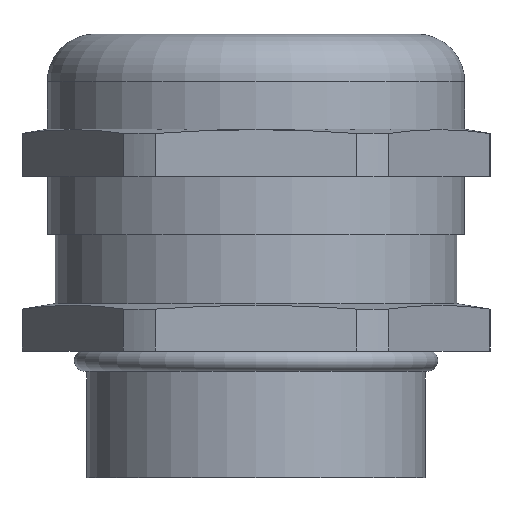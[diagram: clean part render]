
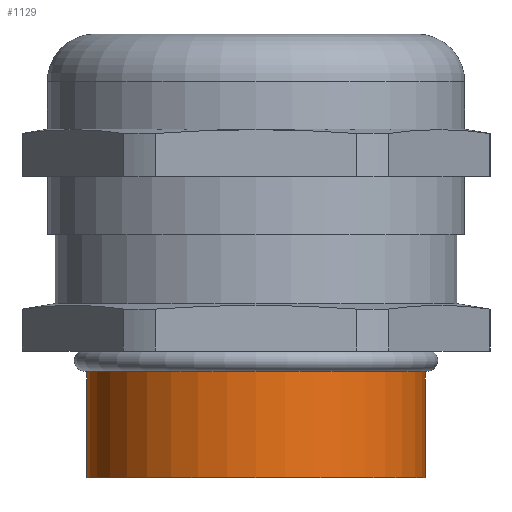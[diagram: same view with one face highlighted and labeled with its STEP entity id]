
A CAD part, front view. The second image highlights one B-rep face of the part: STEP entity #1129.
In plain terms, the highlighted cylindrical face has radius 16 mm (diameter 32 mm), a partial arc.
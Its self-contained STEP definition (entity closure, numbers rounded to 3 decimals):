
#81=CARTESIAN_POINT('',(0.,0.,-4.));
#82=DIRECTION('',(0.,0.,1.));
#83=DIRECTION('',(-1.,0.,0.));
#84=AXIS2_PLACEMENT_3D('',#81,#82,#83);
#96=DIRECTION('',(0.,0.,-1.));
#97=VECTOR('',#96,10.12);
#98=CARTESIAN_POINT('',(16.,0.,6.12));
#99=LINE('',#98,#97);
#100=DIRECTION('',(0.,0.,1.));
#101=VECTOR('',#100,10.12);
#102=CARTESIAN_POINT('',(-16.,0.,-4.));
#103=LINE('',#102,#101);
#109=CARTESIAN_POINT('',(0.,0.,6.12));
#110=DIRECTION('',(0.,0.,1.));
#111=DIRECTION('',(-1.,0.,0.));
#112=AXIS2_PLACEMENT_3D('',#109,#110,#111);
#870=CARTESIAN_POINT('',(-16.,0.,6.12));
#871=CARTESIAN_POINT('',(16.,0.,6.12));
#872=VERTEX_POINT('',#870);
#873=VERTEX_POINT('',#871);
#1002=CARTESIAN_POINT('',(16.,0.,-4.));
#1003=CARTESIAN_POINT('',(-16.,0.,-4.));
#1004=VERTEX_POINT('',#1002);
#1005=VERTEX_POINT('',#1003);
#1117=CARTESIAN_POINT('',(0.,0.,8.));
#1118=DIRECTION('',(0.,0.,-1.));
#1119=DIRECTION('',(-1.,0.,0.));
#1120=AXIS2_PLACEMENT_3D('',#1117,#1118,#1119);
#1121=CYLINDRICAL_SURFACE('',#1120,16.);
#1122=ORIENTED_EDGE('',*,*,#1110,.T.);
#1123=ORIENTED_EDGE('',*,*,#1092,.F.);
#1124=ORIENTED_EDGE('',*,*,#1107,.T.);
#1126=ORIENTED_EDGE('',*,*,#1125,.T.);
#1127=EDGE_LOOP('',(#1122,#1123,#1124,#1126));
#1128=FACE_OUTER_BOUND('',#1127,.F.);
#85=CIRCLE('',#84,16.);
#113=CIRCLE('',#112,16.);
#1092=EDGE_CURVE('',#1005,#1004,#85,.T.);
#1107=EDGE_CURVE('',#1005,#872,#103,.T.);
#1110=EDGE_CURVE('',#873,#1004,#99,.T.);
#1125=EDGE_CURVE('',#872,#873,#113,.T.);
#1129=ADVANCED_FACE('',(#1128),#1121,.T.);
